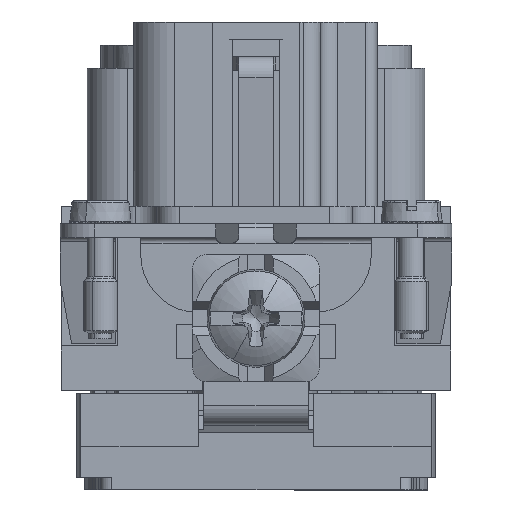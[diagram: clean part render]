
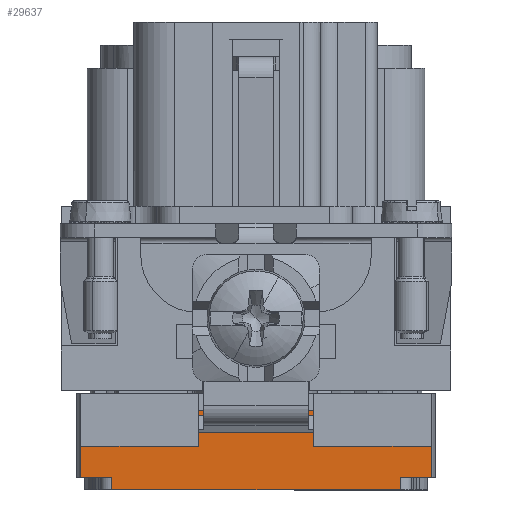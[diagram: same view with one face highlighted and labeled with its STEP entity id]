
A CAD part, front view. The second image highlights one B-rep face of the part: STEP entity #29637.
In plain terms, the highlighted planar face has unit normal (0, -1, 0).
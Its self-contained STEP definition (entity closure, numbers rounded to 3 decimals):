
#29590=AXIS2_PLACEMENT_3D('Plane Axis2P3D',#29587,#29588,#29589) ;
#26182=CARTESIAN_POINT('Vertex',(28.1,14.75,3.8)) ;
#26189=CARTESIAN_POINT('Vertex',(28.1,14.75,6.9)) ;
#26192=CARTESIAN_POINT('Line Origine',(28.1,14.75,5.35)) ;
#26209=CARTESIAN_POINT('Vertex',(5.9,14.75,3.8)) ;
#26212=CARTESIAN_POINT('Line Origine',(5.9,14.75,5.35)) ;
#26216=CARTESIAN_POINT('Vertex',(5.9,14.75,6.9)) ;
#27108=CARTESIAN_POINT('Line Origine',(17.,14.75,6.9)) ;
#27299=CARTESIAN_POINT('Line Origine',(30.15,14.75,3.8)) ;
#27303=CARTESIAN_POINT('Vertex',(32.2,14.75,3.8)) ;
#27321=CARTESIAN_POINT('Line Origine',(3.85,14.75,3.8)) ;
#27325=CARTESIAN_POINT('Vertex',(1.8,14.75,3.8)) ;
#29508=CARTESIAN_POINT('Vertex',(29.528,14.75,1.1)) ;
#29511=CARTESIAN_POINT('Line Origine',(29.528,14.75,3.45)) ;
#29515=CARTESIAN_POINT('Vertex',(29.528,14.75,0.)) ;
#29535=CARTESIAN_POINT('Line Origine',(32.2,14.75,2.45)) ;
#29539=CARTESIAN_POINT('Vertex',(32.2,14.75,1.1)) ;
#29587=CARTESIAN_POINT('Axis2P3D Location',(17.,14.75,3.2)) ;
#29592=CARTESIAN_POINT('Line Origine',(17.,14.75,0.)) ;
#29596=CARTESIAN_POINT('Vertex',(4.472,14.75,0.)) ;
#29599=CARTESIAN_POINT('Line Origine',(30.864,14.75,1.1)) ;
#29604=CARTESIAN_POINT('Line Origine',(1.8,14.75,2.45)) ;
#29608=CARTESIAN_POINT('Vertex',(1.8,14.75,1.1)) ;
#29611=CARTESIAN_POINT('Line Origine',(3.136,14.75,1.1)) ;
#29615=CARTESIAN_POINT('Vertex',(4.472,14.75,1.1)) ;
#29618=CARTESIAN_POINT('Line Origine',(4.472,14.75,0.55)) ;
#26193=DIRECTION('Vector Direction',(0.,0.,1.)) ;
#26213=DIRECTION('Vector Direction',(0.,0.,1.)) ;
#27109=DIRECTION('Vector Direction',(-1.,0.,0.)) ;
#27300=DIRECTION('Vector Direction',(-1.,0.,0.)) ;
#27322=DIRECTION('Vector Direction',(-1.,0.,0.)) ;
#29512=DIRECTION('Vector Direction',(0.,0.,1.)) ;
#29536=DIRECTION('Vector Direction',(0.,0.,-1.)) ;
#29588=DIRECTION('Axis2P3D Direction',(0.,-1.,0.)) ;
#29589=DIRECTION('Axis2P3D XDirection',(0.,0.,-1.)) ;
#29593=DIRECTION('Vector Direction',(1.,0.,0.)) ;
#29600=DIRECTION('Vector Direction',(-1.,0.,0.)) ;
#29605=DIRECTION('Vector Direction',(0.,0.,-1.)) ;
#29612=DIRECTION('Vector Direction',(-1.,0.,0.)) ;
#29619=DIRECTION('Vector Direction',(0.,0.,1.)) ;
#26194=VECTOR('Line Direction',#26193,1.) ;
#26214=VECTOR('Line Direction',#26213,1.) ;
#27110=VECTOR('Line Direction',#27109,1.) ;
#27301=VECTOR('Line Direction',#27300,1.) ;
#27323=VECTOR('Line Direction',#27322,1.) ;
#29513=VECTOR('Line Direction',#29512,1.) ;
#29537=VECTOR('Line Direction',#29536,1.) ;
#29594=VECTOR('Line Direction',#29593,1.) ;
#29601=VECTOR('Line Direction',#29600,1.) ;
#29606=VECTOR('Line Direction',#29605,1.) ;
#29613=VECTOR('Line Direction',#29612,1.) ;
#29620=VECTOR('Line Direction',#29619,1.) ;
#29624=ORIENTED_EDGE('',*,*,#29598,.T.) ;
#29625=ORIENTED_EDGE('',*,*,#29517,.T.) ;
#29626=ORIENTED_EDGE('',*,*,#29603,.F.) ;
#29627=ORIENTED_EDGE('',*,*,#29541,.F.) ;
#29628=ORIENTED_EDGE('',*,*,#27305,.T.) ;
#29629=ORIENTED_EDGE('',*,*,#26196,.T.) ;
#29630=ORIENTED_EDGE('',*,*,#27112,.F.) ;
#29631=ORIENTED_EDGE('',*,*,#26218,.F.) ;
#29632=ORIENTED_EDGE('',*,*,#27327,.T.) ;
#29633=ORIENTED_EDGE('',*,*,#29610,.T.) ;
#29634=ORIENTED_EDGE('',*,*,#29617,.F.) ;
#29635=ORIENTED_EDGE('',*,*,#29622,.F.) ;
#29637=ADVANCED_FACE('Hauptk\X2\00F6\X0\rper',(#29636),#29591,.T.) ;
#26196=EDGE_CURVE('',#26183,#26190,#26195,.T.) ;
#26218=EDGE_CURVE('',#26210,#26217,#26215,.T.) ;
#27112=EDGE_CURVE('',#26217,#26190,#27111,.F.) ;
#27305=EDGE_CURVE('',#27304,#26183,#27302,.T.) ;
#27327=EDGE_CURVE('',#26210,#27326,#27324,.T.) ;
#29517=EDGE_CURVE('',#29516,#29509,#29514,.T.) ;
#29541=EDGE_CURVE('',#27304,#29540,#29538,.T.) ;
#29598=EDGE_CURVE('',#29597,#29516,#29595,.T.) ;
#29603=EDGE_CURVE('',#29540,#29509,#29602,.T.) ;
#29610=EDGE_CURVE('',#27326,#29609,#29607,.T.) ;
#29617=EDGE_CURVE('',#29616,#29609,#29614,.T.) ;
#29622=EDGE_CURVE('',#29597,#29616,#29621,.T.) ;
#29623=EDGE_LOOP('',(#29624,#29625,#29626,#29627,#29628,#29629,#29630,#29631,#29632,#29633,#29634,#29635)) ;
#29636=FACE_OUTER_BOUND('',#29623,.T.) ;
#26195=LINE('Line',#26192,#26194) ;
#26215=LINE('Line',#26212,#26214) ;
#27111=LINE('Line',#27108,#27110) ;
#27302=LINE('Line',#27299,#27301) ;
#27324=LINE('Line',#27321,#27323) ;
#29514=LINE('Line',#29511,#29513) ;
#29538=LINE('Line',#29535,#29537) ;
#29595=LINE('Line',#29592,#29594) ;
#29602=LINE('Line',#29599,#29601) ;
#29607=LINE('Line',#29604,#29606) ;
#29614=LINE('Line',#29611,#29613) ;
#29621=LINE('Line',#29618,#29620) ;
#29591=PLANE('',#29590) ;
#26183=VERTEX_POINT('',#26182) ;
#26190=VERTEX_POINT('',#26189) ;
#26210=VERTEX_POINT('',#26209) ;
#26217=VERTEX_POINT('',#26216) ;
#27304=VERTEX_POINT('',#27303) ;
#27326=VERTEX_POINT('',#27325) ;
#29509=VERTEX_POINT('',#29508) ;
#29516=VERTEX_POINT('',#29515) ;
#29540=VERTEX_POINT('',#29539) ;
#29597=VERTEX_POINT('',#29596) ;
#29609=VERTEX_POINT('',#29608) ;
#29616=VERTEX_POINT('',#29615) ;
